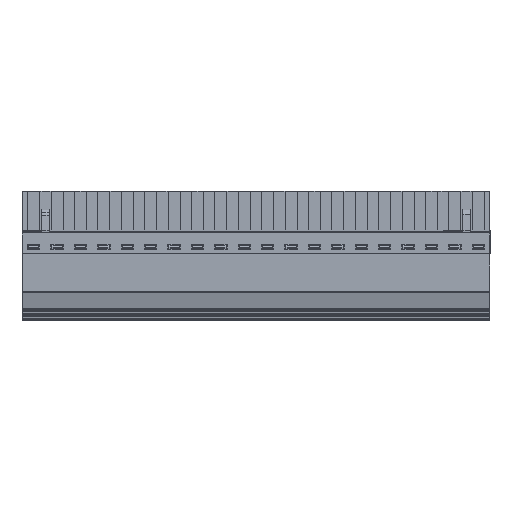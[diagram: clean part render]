
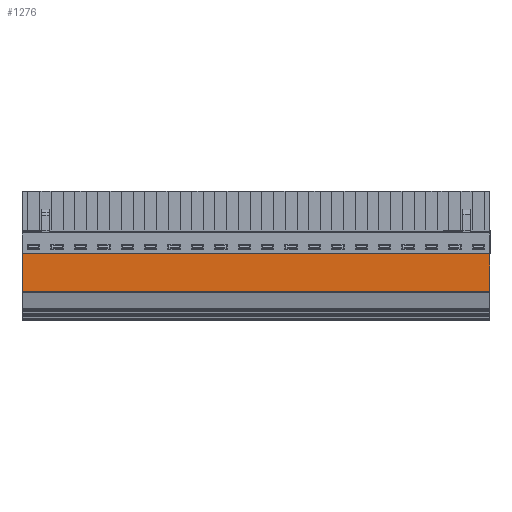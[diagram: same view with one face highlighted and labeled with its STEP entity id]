
A CAD part, front view. The second image highlights one B-rep face of the part: STEP entity #1276.
In plain terms, the highlighted planar face has unit normal (0, -1, 0).
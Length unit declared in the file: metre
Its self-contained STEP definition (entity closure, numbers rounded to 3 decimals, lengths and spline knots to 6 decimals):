
#1276=ADVANCED_FACE('',(#3656),#3657,.T.);
#3656=FACE_OUTER_BOUND('',#7423,.T.);
#3657=PLANE('',#7424);
#7423=EDGE_LOOP('',(#11424,#11425,#11426,#11427,#11428,#11429,#11430,#11431,#11432,#11433));
#7424=AXIS2_PLACEMENT_3D('',#11434,#11435,#11436);
#11424=ORIENTED_EDGE('',*,*,#21066,.T.);
#11425=ORIENTED_EDGE('',*,*,#21103,.T.);
#11426=ORIENTED_EDGE('',*,*,#21104,.F.);
#11427=ORIENTED_EDGE('',*,*,#21105,.T.);
#11428=ORIENTED_EDGE('',*,*,#21106,.T.);
#11429=ORIENTED_EDGE('',*,*,#21107,.T.);
#11430=ORIENTED_EDGE('',*,*,#21108,.F.);
#11431=ORIENTED_EDGE('',*,*,#20959,.F.);
#11432=ORIENTED_EDGE('',*,*,#20954,.T.);
#11433=ORIENTED_EDGE('',*,*,#21109,.T.);
#11434=CARTESIAN_POINT('',(-0.02695,-0.035437,-0.075199));
#11435=DIRECTION('',(0.,-1.0,0.));
#11436=DIRECTION('',(0.,0.,1.0));
#20954=EDGE_CURVE('',#24783,#24781,#24784,.T.);
#20959=EDGE_CURVE('',#24783,#24790,#24791,.T.);
#21066=EDGE_CURVE('',#24955,#24953,#24956,.T.);
#21103=EDGE_CURVE('',#24953,#25013,#25014,.T.);
#21104=EDGE_CURVE('',#25015,#25013,#25016,.T.);
#21105=EDGE_CURVE('',#25015,#25017,#25018,.T.);
#21106=EDGE_CURVE('',#25017,#25019,#25020,.T.);
#21107=EDGE_CURVE('',#25019,#25021,#25022,.T.);
#21108=EDGE_CURVE('',#24790,#25021,#25023,.T.);
#21109=EDGE_CURVE('',#24781,#24955,#25024,.T.);
#24781=VERTEX_POINT('',#30395);
#24783=VERTEX_POINT('',#30398);
#24784=LINE('',#30399,#30400);
#24790=VERTEX_POINT('',#30409);
#24791=LINE('',#30410,#30411);
#24953=VERTEX_POINT('',#30632);
#24955=VERTEX_POINT('',#30635);
#24956=LINE('',#30636,#30637);
#25013=VERTEX_POINT('',#30701);
#25014=LINE('',#30702,#30703);
#25015=VERTEX_POINT('',#30704);
#25016=LINE('',#30705,#30706);
#25017=VERTEX_POINT('',#30707);
#25018=LINE('',#30708,#30709);
#25019=VERTEX_POINT('',#30710);
#25020=LINE('',#30711,#30712);
#25021=VERTEX_POINT('',#30713);
#25022=LINE('',#30714,#30715);
#25023=LINE('',#30716,#30717);
#25024=LINE('',#30718,#30719);
#30395=CARTESIAN_POINT('',(-0.02695,-0.035437,-0.064424));
#30398=CARTESIAN_POINT('',(-0.026946,-0.035437,-0.064424));
#30399=CARTESIAN_POINT('',(-0.02695,-0.035437,-0.064424));
#30400=VECTOR('',#38514,1.0);
#30409=CARTESIAN_POINT('',(-0.026946,-0.035437,-0.067526));
#30410=CARTESIAN_POINT('',(-0.026946,-0.035437,-0.075199));
#30411=VECTOR('',#38518,1.0);
#30632=CARTESIAN_POINT('',(0.073052,-0.035437,-0.076626));
#30635=CARTESIAN_POINT('',(-0.02695,-0.035437,-0.076626));
#30636=CARTESIAN_POINT('',(0.037814,-0.035437,-0.076626));
#30637=VECTOR('',#38639,1.0);
#30701=CARTESIAN_POINT('',(0.073052,-0.035437,-0.067526));
#30702=CARTESIAN_POINT('',(0.073052,-0.035437,-0.075199));
#30703=VECTOR('',#38695,1.0);
#30704=CARTESIAN_POINT('',(0.071947,-0.035437,-0.067526));
#30705=CARTESIAN_POINT('',(-0.00695,-0.035437,-0.067526));
#30706=VECTOR('',#38696,1.0);
#30707=CARTESIAN_POINT('',(0.071947,-0.035437,-0.068613));
#30708=CARTESIAN_POINT('',(0.071947,-0.035437,-0.075199));
#30709=VECTOR('',#38697,1.0);
#30710=CARTESIAN_POINT('',(-0.025847,-0.035437,-0.068613));
#30711=CARTESIAN_POINT('',(-0.02695,-0.035437,-0.068613));
#30712=VECTOR('',#38698,1.0);
#30713=CARTESIAN_POINT('',(-0.025847,-0.035437,-0.067526));
#30714=CARTESIAN_POINT('',(-0.025847,-0.035437,-0.075199));
#30715=VECTOR('',#38699,1.0);
#30716=CARTESIAN_POINT('',(-0.02695,-0.035437,-0.067526));
#30717=VECTOR('',#38700,1.0);
#30718=CARTESIAN_POINT('',(-0.02695,-0.035437,-0.075199));
#30719=VECTOR('',#38701,1.0);
#38514=DIRECTION('',(-1.0,0.,0.));
#38518=DIRECTION('',(0.,0.,-1.0));
#38639=DIRECTION('',(1.0,0.,0.));
#38695=DIRECTION('',(0.,0.,1.0));
#38696=DIRECTION('',(1.0,0.,0.));
#38697=DIRECTION('',(0.,0.,-1.0));
#38698=DIRECTION('',(-1.0,0.,0.));
#38699=DIRECTION('',(0.,0.,1.0));
#38700=DIRECTION('',(1.0,0.,0.));
#38701=DIRECTION('',(0.,0.,-1.0));
